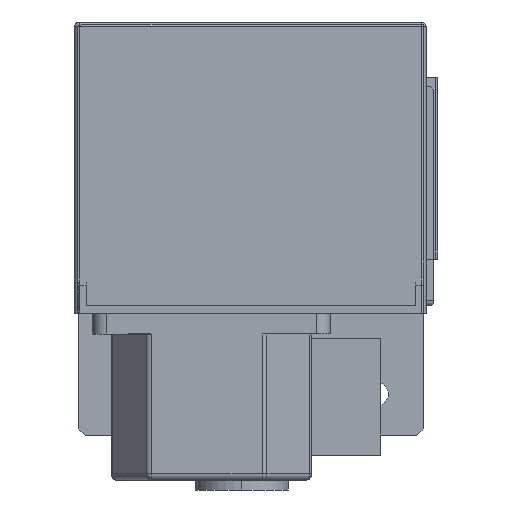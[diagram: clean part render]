
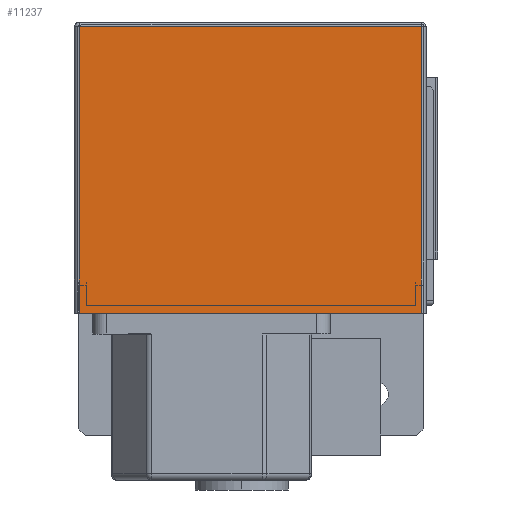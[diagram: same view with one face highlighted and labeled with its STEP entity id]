
A CAD part, left-side view. The second image highlights one B-rep face of the part: STEP entity #11237.
In plain terms, the highlighted planar face has unit normal (-1, 0, 0).
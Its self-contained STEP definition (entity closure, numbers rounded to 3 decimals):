
#221 = LINE ( 'NONE', #4410, #5376 ) ;
#761 = LINE ( 'NONE', #5405, #5924 ) ;
#1075 = AXIS2_PLACEMENT_3D ( 'NONE', #8692, #11784, #5604 ) ;
#1388 = VERTEX_POINT ( 'NONE', #3703 ) ;
#1440 = ORIENTED_EDGE ( 'NONE', *, *, #4967, .T. ) ;
#1874 = FACE_OUTER_BOUND ( 'NONE', #6989, .T. ) ;
#1940 = VERTEX_POINT ( 'NONE', #10240 ) ;
#2617 = VERTEX_POINT ( 'NONE', #2753 ) ;
#2753 = CARTESIAN_POINT ( 'NONE',  ( 0., 0., 2. ) ) ;
#2893 = VERTEX_POINT ( 'NONE', #9317 ) ;
#3462 = EDGE_CURVE ( 'NONE', #1940, #2893, #761, .T. ) ;
#3703 = CARTESIAN_POINT ( 'NONE',  ( 0., 0., 149. ) ) ;
#3790 = VECTOR ( 'NONE', #4888, 1000. ) ;
#4410 = CARTESIAN_POINT ( 'NONE',  ( 0., 0., 151. ) ) ;
#4577 = PLANE ( 'NONE',  #1075 ) ;
#4888 = DIRECTION ( 'NONE',  ( 0., 1., 0. ) ) ;
#4892 = DIRECTION ( 'NONE',  ( 0., -1., 0. ) ) ;
#4967 = EDGE_CURVE ( 'NONE', #1388, #1940, #6523, .T. ) ;
#5376 = VECTOR ( 'NONE', #5430, 1000. ) ;
#5405 = CARTESIAN_POINT ( 'NONE',  ( 0., 123., 151. ) ) ;
#5430 = DIRECTION ( 'NONE',  ( 0., 0., -1. ) ) ;
#5604 = DIRECTION ( 'NONE',  ( 0., 0., -1. ) ) ;
#5924 = VECTOR ( 'NONE', #6453, 1000. ) ;
#6453 = DIRECTION ( 'NONE',  ( 0., 0., -1. ) ) ;
#6523 = LINE ( 'NONE', #12088, #3790 ) ;
#6989 = EDGE_LOOP ( 'NONE', ( #10789, #1440, #8843, #10325 ) ) ;
#8567 = VECTOR ( 'NONE', #4892, 1000. ) ;
#8692 = CARTESIAN_POINT ( 'NONE',  ( 0., 0., 151. ) ) ;
#8843 = ORIENTED_EDGE ( 'NONE', *, *, #3462, .T. ) ;
#8862 = EDGE_CURVE ( 'NONE', #2893, #2617, #11605, .T. ) ;
#9010 = CARTESIAN_POINT ( 'NONE',  ( 0., 0., 2. ) ) ;
#9317 = CARTESIAN_POINT ( 'NONE',  ( 0., 123., 2. ) ) ;
#10240 = CARTESIAN_POINT ( 'NONE',  ( 0., 123., 149. ) ) ;
#10325 = ORIENTED_EDGE ( 'NONE', *, *, #8862, .T. ) ;
#10789 = ORIENTED_EDGE ( 'NONE', *, *, #11956, .F. ) ;
#11237 = ADVANCED_FACE ( 'NONE', ( #1874 ), #4577, .F. ) ;
#11605 = LINE ( 'NONE', #9010, #8567 ) ;
#11784 = DIRECTION ( 'NONE',  ( 1., 0., 0. ) ) ;
#11956 = EDGE_CURVE ( 'NONE', #1388, #2617, #221, .T. ) ;
#12088 = CARTESIAN_POINT ( 'NONE',  ( 0., 0., 149. ) ) ;
